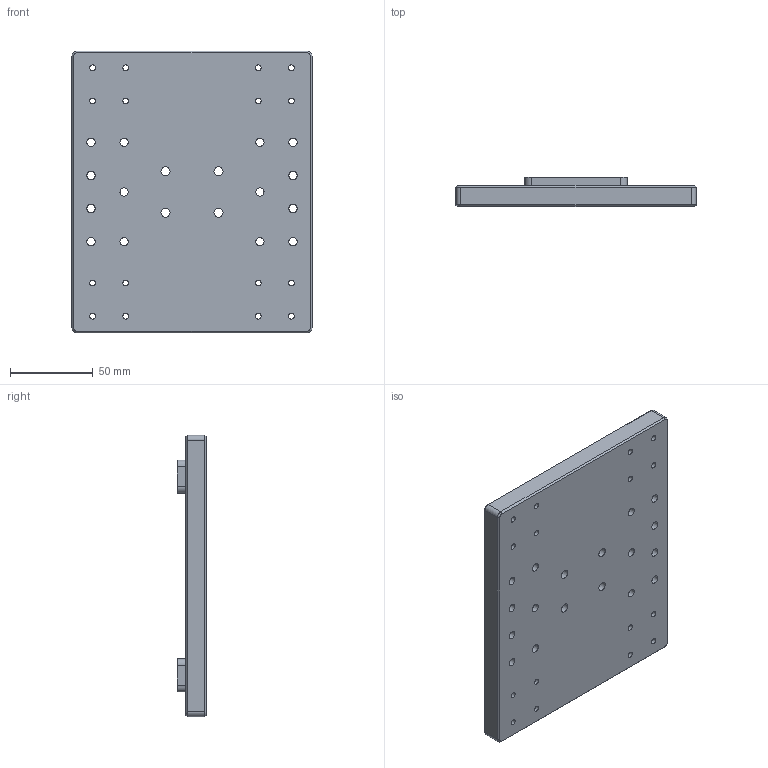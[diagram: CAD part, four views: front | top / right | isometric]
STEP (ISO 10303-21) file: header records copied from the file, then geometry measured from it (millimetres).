
FILE_DESCRIPTION(/* description */ (''),/* implementation_level */ '2;1');
FILE_NAME(/* name */ 'Z Plate Adapter.step',/* time_stamp */ '2023-01-03T22:55:51-05:00',/* author */ (''),/* organization */ (''),/* preprocessor_version */ 'ST-DEVELOPER v19.2',/* originating_system */ 'Autodesk Translation Framework v11.17.0.187',/* authorisation */ '');
FILE_SCHEMA (('AUTOMOTIVE_DESIGN { 1 0 10303 214 3 1 1 }'));
Length unit declared in the file: millimetre
Products named in the file (1): Milling Head ASM
Bounding box: 145 x 17.7 x 170 mm (x, y, z)
Volume: 313066.1 mm3; surface area: 64871.1 mm2
Topology: 1 solids, 1 shells, 531 faces, 1415 edges, 938 vertices
Faces by surface type: bspline 266, plane 191, cylinder 66, cone 8
Full cylindrical faces by diameter (mm): 3.5 x16, 5 x14, 5.5 x4, 7 x16, 10 x4
Entity records: 16992 total; most frequent: CARTESIAN_POINT 5279, ORIENTED_EDGE 2830, DIRECTION 1555, EDGE_CURVE 1415, VERTEX_POINT 938, LINE 743, VECTOR 743, EDGE_LOOP 651
